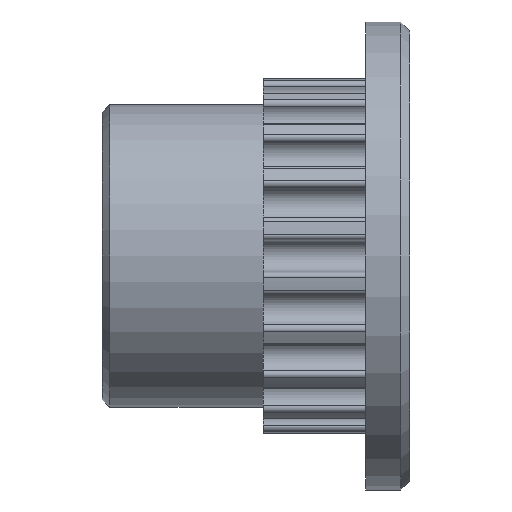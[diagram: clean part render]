
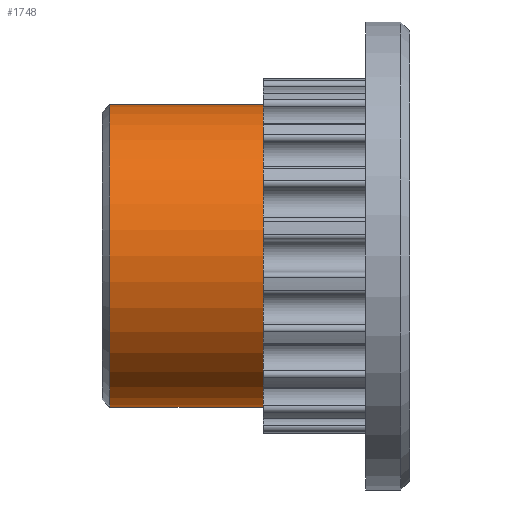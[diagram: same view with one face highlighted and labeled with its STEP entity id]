
A CAD part, front view. The second image highlights one B-rep face of the part: STEP entity #1748.
In plain terms, the highlighted cylindrical face has radius 5.17 mm (diameter 10.34 mm), a full revolution.
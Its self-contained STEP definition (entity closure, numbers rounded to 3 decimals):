
#25=B_SPLINE_CURVE_WITH_KNOTS('',3,(#2928,#2929,#2930,#2931,#2932,#2933,
#2934,#2935,#2936,#2937,#2938,#2939,#2940,#2941,#2942,#2943,#2944,#2945),
 .UNSPECIFIED.,.F.,.F.,(4,2,2,2,2,2,2,2,4),(0.,0.047,0.095,
0.142,0.189,0.236,0.284,
0.331,0.378),.UNSPECIFIED.);
#26=B_SPLINE_CURVE_WITH_KNOTS('',3,(#2946,#2947,#2948,#2949,#2950,#2951,
#2952,#2953,#2954,#2955,#2956,#2957,#2958,#2959,#2960,#2961,#2962,#2963),
 .UNSPECIFIED.,.F.,.F.,(4,2,2,2,2,2,2,2,4),(0.378,0.426,
0.473,0.52,0.567,0.615,
0.662,0.709,0.757),.UNSPECIFIED.);
#27=B_SPLINE_CURVE_WITH_KNOTS('',3,(#2966,#2967,#2968,#2969,#2970,#2971,
#2972,#2973,#2974,#2975,#2976,#2977,#2978,#2979,#2980,#2981,#2982,#2983),
 .UNSPECIFIED.,.F.,.F.,(4,2,2,2,2,2,2,2,4),(0.,0.047,0.095,
0.142,0.189,0.236,0.284,
0.331,0.378),.UNSPECIFIED.);
#28=B_SPLINE_CURVE_WITH_KNOTS('',3,(#2984,#2985,#2986,#2987,#2988,#2989,
#2990,#2991,#2992,#2993,#2994,#2995,#2996,#2997,#2998,#2999,#3000,#3001),
 .UNSPECIFIED.,.F.,.F.,(4,2,2,2,2,2,2,2,4),(0.378,0.426,
0.473,0.52,0.567,0.615,
0.662,0.709,0.757),.UNSPECIFIED.);
#44=FACE_BOUND('',#158,.T.);
#45=FACE_BOUND('',#159,.T.);
#57=FACE_OUTER_BOUND('',#157,.T.);
#157=EDGE_LOOP('',(#1178,#1179,#1180,#1181));
#158=EDGE_LOOP('',(#1182,#1183));
#159=EDGE_LOOP('',(#1184,#1185));
#263=LINE('',#2925,#356);
#356=VECTOR('',#2301,5.17);
#528=CIRCLE('',#1942,5.17);
#529=CIRCLE('',#1944,5.17);
#702=VERTEX_POINT('',#2920);
#703=VERTEX_POINT('',#2923);
#704=VERTEX_POINT('',#2926);
#705=VERTEX_POINT('',#2927);
#706=VERTEX_POINT('',#2964);
#707=VERTEX_POINT('',#2965);
#892=EDGE_CURVE('',#702,#702,#528,.T.);
#893=EDGE_CURVE('',#703,#703,#529,.T.);
#894=EDGE_CURVE('',#703,#702,#263,.T.);
#895=EDGE_CURVE('',#704,#705,#25,.T.);
#896=EDGE_CURVE('',#705,#704,#26,.T.);
#897=EDGE_CURVE('',#706,#707,#27,.T.);
#898=EDGE_CURVE('',#707,#706,#28,.T.);
#1178=ORIENTED_EDGE('',*,*,#893,.F.);
#1179=ORIENTED_EDGE('',*,*,#894,.T.);
#1180=ORIENTED_EDGE('',*,*,#892,.F.);
#1181=ORIENTED_EDGE('',*,*,#894,.F.);
#1182=ORIENTED_EDGE('',*,*,#895,.F.);
#1183=ORIENTED_EDGE('',*,*,#896,.F.);
#1184=ORIENTED_EDGE('',*,*,#897,.F.);
#1185=ORIENTED_EDGE('',*,*,#898,.F.);
#1662=CYLINDRICAL_SURFACE('',#1943,5.17);
#1748=ADVANCED_FACE('',(#57,#44,#45),#1662,.T.);
#1942=AXIS2_PLACEMENT_3D('',#2921,#2295,#2296);
#1943=AXIS2_PLACEMENT_3D('',#2922,#2297,#2298);
#1944=AXIS2_PLACEMENT_3D('',#2924,#2299,#2300);
#2295=DIRECTION('center_axis',(1.,0.,0.));
#2296=DIRECTION('ref_axis',(0.,0.,-1.));
#2297=DIRECTION('center_axis',(-1.,0.,0.));
#2298=DIRECTION('ref_axis',(0.,0.,-1.));
#2299=DIRECTION('center_axis',(-1.,0.,0.));
#2300=DIRECTION('ref_axis',(0.,1.,0.));
#2301=DIRECTION('',(1.,0.,0.));
#2920=CARTESIAN_POINT('',(7.5,0.,5.17));
#2921=CARTESIAN_POINT('Origin',(7.5,0.,0.));
#2922=CARTESIAN_POINT('Origin',(2.,0.,0.));
#2923=CARTESIAN_POINT('',(2.25,0.,5.17));
#2924=CARTESIAN_POINT('Origin',(2.25,0.,0.));
#2925=CARTESIAN_POINT('',(2.,0.,5.17));
#2926=CARTESIAN_POINT('',(4.5,2.506,4.522));
#2927=CARTESIAN_POINT('',(4.5,0.091,5.169));
#2928=CARTESIAN_POINT('Ctrl Pts',(4.5,2.506,4.522));
#2929=CARTESIAN_POINT('Ctrl Pts',(4.342,2.506,4.522));
#2930=CARTESIAN_POINT('Ctrl Pts',(4.175,2.477,4.538));
#2931=CARTESIAN_POINT('Ctrl Pts',(3.867,2.362,4.6));
#2932=CARTESIAN_POINT('Ctrl Pts',(3.727,2.274,4.644));
#2933=CARTESIAN_POINT('Ctrl Pts',(3.505,2.07,4.739));
#2934=CARTESIAN_POINT('Ctrl Pts',(3.409,1.94,4.795));
#2935=CARTESIAN_POINT('Ctrl Pts',(3.282,1.65,4.902));
#2936=CARTESIAN_POINT('Ctrl Pts',(3.25,1.49,4.953));
#2937=CARTESIAN_POINT('Ctrl Pts',(3.25,1.186,5.035));
#2938=CARTESIAN_POINT('Ctrl Pts',(3.282,1.022,5.07));
#2939=CARTESIAN_POINT('Ctrl Pts',(3.409,0.717,5.122));
#2940=CARTESIAN_POINT('Ctrl Pts',(3.505,0.576,5.139));
#2941=CARTESIAN_POINT('Ctrl Pts',(3.727,0.353,5.159));
#2942=CARTESIAN_POINT('Ctrl Pts',(3.867,0.255,5.164));
#2943=CARTESIAN_POINT('Ctrl Pts',(4.175,0.124,5.169));
#2944=CARTESIAN_POINT('Ctrl Pts',(4.342,0.091,5.169));
#2945=CARTESIAN_POINT('Ctrl Pts',(4.5,0.091,5.169));
#2946=CARTESIAN_POINT('Ctrl Pts',(4.5,0.091,5.169));
#2947=CARTESIAN_POINT('Ctrl Pts',(4.658,0.091,5.169));
#2948=CARTESIAN_POINT('Ctrl Pts',(4.825,0.124,5.169));
#2949=CARTESIAN_POINT('Ctrl Pts',(5.133,0.255,5.164));
#2950=CARTESIAN_POINT('Ctrl Pts',(5.273,0.353,5.159));
#2951=CARTESIAN_POINT('Ctrl Pts',(5.495,0.576,5.139));
#2952=CARTESIAN_POINT('Ctrl Pts',(5.591,0.717,5.122));
#2953=CARTESIAN_POINT('Ctrl Pts',(5.718,1.022,5.07));
#2954=CARTESIAN_POINT('Ctrl Pts',(5.75,1.186,5.035));
#2955=CARTESIAN_POINT('Ctrl Pts',(5.75,1.49,4.953));
#2956=CARTESIAN_POINT('Ctrl Pts',(5.718,1.65,4.902));
#2957=CARTESIAN_POINT('Ctrl Pts',(5.591,1.94,4.795));
#2958=CARTESIAN_POINT('Ctrl Pts',(5.495,2.07,4.739));
#2959=CARTESIAN_POINT('Ctrl Pts',(5.273,2.274,4.644));
#2960=CARTESIAN_POINT('Ctrl Pts',(5.133,2.362,4.6));
#2961=CARTESIAN_POINT('Ctrl Pts',(4.825,2.477,4.538));
#2962=CARTESIAN_POINT('Ctrl Pts',(4.658,2.506,4.522));
#2963=CARTESIAN_POINT('Ctrl Pts',(4.5,2.506,4.522));
#2964=CARTESIAN_POINT('',(4.5,2.663,-4.431));
#2965=CARTESIAN_POINT('',(4.5,4.431,-2.663));
#2966=CARTESIAN_POINT('Ctrl Pts',(4.5,2.663,-4.431));
#2967=CARTESIAN_POINT('Ctrl Pts',(4.342,2.663,-4.431));
#2968=CARTESIAN_POINT('Ctrl Pts',(4.175,2.692,-4.415));
#2969=CARTESIAN_POINT('Ctrl Pts',(3.867,2.803,-4.345));
#2970=CARTESIAN_POINT('Ctrl Pts',(3.727,2.885,-4.292));
#2971=CARTESIAN_POINT('Ctrl Pts',(3.505,3.069,-4.162));
#2972=CARTESIAN_POINT('Ctrl Pts',(3.409,3.182,-4.078));
#2973=CARTESIAN_POINT('Ctrl Pts',(3.282,3.42,-3.88));
#2974=CARTESIAN_POINT('Ctrl Pts',(3.25,3.544,-3.767));
#2975=CARTESIAN_POINT('Ctrl Pts',(3.25,3.767,-3.544));
#2976=CARTESIAN_POINT('Ctrl Pts',(3.282,3.88,-3.42));
#2977=CARTESIAN_POINT('Ctrl Pts',(3.409,4.078,-3.182));
#2978=CARTESIAN_POINT('Ctrl Pts',(3.505,4.162,-3.069));
#2979=CARTESIAN_POINT('Ctrl Pts',(3.727,4.292,-2.885));
#2980=CARTESIAN_POINT('Ctrl Pts',(3.867,4.345,-2.803));
#2981=CARTESIAN_POINT('Ctrl Pts',(4.175,4.415,-2.692));
#2982=CARTESIAN_POINT('Ctrl Pts',(4.342,4.431,-2.663));
#2983=CARTESIAN_POINT('Ctrl Pts',(4.5,4.431,-2.663));
#2984=CARTESIAN_POINT('Ctrl Pts',(4.5,4.431,-2.663));
#2985=CARTESIAN_POINT('Ctrl Pts',(4.658,4.431,-2.663));
#2986=CARTESIAN_POINT('Ctrl Pts',(4.825,4.415,-2.692));
#2987=CARTESIAN_POINT('Ctrl Pts',(5.133,4.345,-2.803));
#2988=CARTESIAN_POINT('Ctrl Pts',(5.273,4.292,-2.885));
#2989=CARTESIAN_POINT('Ctrl Pts',(5.495,4.162,-3.069));
#2990=CARTESIAN_POINT('Ctrl Pts',(5.591,4.078,-3.182));
#2991=CARTESIAN_POINT('Ctrl Pts',(5.718,3.88,-3.42));
#2992=CARTESIAN_POINT('Ctrl Pts',(5.75,3.767,-3.544));
#2993=CARTESIAN_POINT('Ctrl Pts',(5.75,3.544,-3.767));
#2994=CARTESIAN_POINT('Ctrl Pts',(5.718,3.42,-3.88));
#2995=CARTESIAN_POINT('Ctrl Pts',(5.591,3.182,-4.078));
#2996=CARTESIAN_POINT('Ctrl Pts',(5.495,3.069,-4.162));
#2997=CARTESIAN_POINT('Ctrl Pts',(5.273,2.885,-4.292));
#2998=CARTESIAN_POINT('Ctrl Pts',(5.133,2.803,-4.345));
#2999=CARTESIAN_POINT('Ctrl Pts',(4.825,2.692,-4.415));
#3000=CARTESIAN_POINT('Ctrl Pts',(4.658,2.663,-4.431));
#3001=CARTESIAN_POINT('Ctrl Pts',(4.5,2.663,-4.431));
